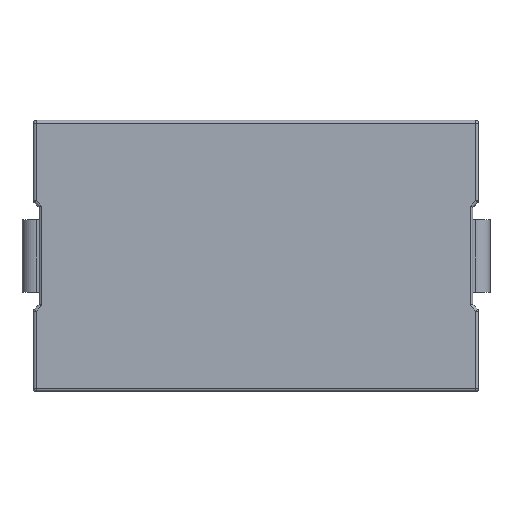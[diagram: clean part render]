
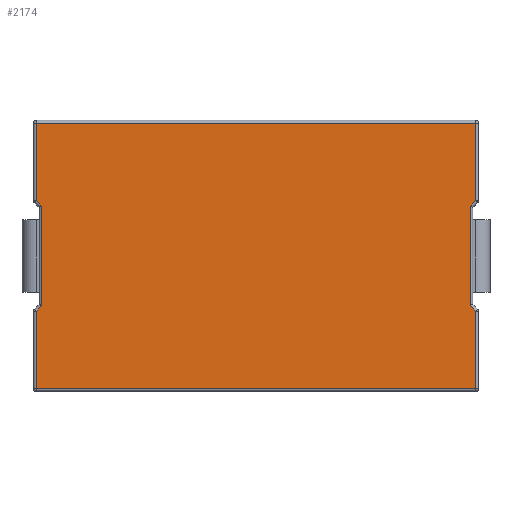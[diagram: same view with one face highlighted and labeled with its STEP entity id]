
A CAD part, top view. The second image highlights one B-rep face of the part: STEP entity #2174.
In plain terms, the highlighted face is planar.
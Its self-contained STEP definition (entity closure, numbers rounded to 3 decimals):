
#436=ORIENTED_EDGE('',*,*,#733,.F.);
#437=ORIENTED_EDGE('',*,*,#758,.T.);
#438=ORIENTED_EDGE('',*,*,#759,.F.);
#439=ORIENTED_EDGE('',*,*,#760,.T.);
#440=ORIENTED_EDGE('',*,*,#757,.F.);
#441=ORIENTED_EDGE('',*,*,#754,.F.);
#442=ORIENTED_EDGE('',*,*,#753,.F.);
#443=ORIENTED_EDGE('',*,*,#670,.T.);
#444=ORIENTED_EDGE('',*,*,#675,.T.);
#445=ORIENTED_EDGE('',*,*,#671,.T.);
#446=ORIENTED_EDGE('',*,*,#709,.F.);
#447=ORIENTED_EDGE('',*,*,#691,.F.);
#670=EDGE_CURVE('',#873,#876,#993,.T.);
#671=EDGE_CURVE('',#877,#874,#994,.T.);
#675=EDGE_CURVE('',#876,#877,#997,.T.);
#691=EDGE_CURVE('',#887,#882,#1005,.T.);
#709=EDGE_CURVE('',#882,#874,#1012,.T.);
#733=EDGE_CURVE('',#902,#887,#1031,.T.);
#753=EDGE_CURVE('',#873,#907,#1038,.T.);
#754=EDGE_CURVE('',#907,#908,#1039,.T.);
#757=EDGE_CURVE('',#908,#901,#1040,.T.);
#758=EDGE_CURVE('',#902,#909,#1041,.T.);
#759=EDGE_CURVE('',#910,#909,#1042,.T.);
#760=EDGE_CURVE('',#910,#901,#1043,.T.);
#873=VERTEX_POINT('',#3002);
#874=VERTEX_POINT('',#3006);
#876=VERTEX_POINT('',#3012);
#877=VERTEX_POINT('',#3016);
#882=VERTEX_POINT('',#3036);
#887=VERTEX_POINT('',#3053);
#901=VERTEX_POINT('',#3123);
#902=VERTEX_POINT('',#3127);
#907=VERTEX_POINT('',#3170);
#908=VERTEX_POINT('',#3176);
#909=VERTEX_POINT('',#3184);
#910=VERTEX_POINT('',#3186);
#993=LINE('',#3013,#1133);
#994=LINE('',#3015,#1134);
#997=LINE('',#3022,#1137);
#1005=LINE('',#3054,#1145);
#1012=LINE('',#3089,#1152);
#1031=LINE('',#3133,#1171);
#1038=LINE('',#3173,#1178);
#1039=LINE('',#3175,#1179);
#1040=LINE('',#3181,#1180);
#1041=LINE('',#3183,#1181);
#1042=LINE('',#3185,#1182);
#1043=LINE('',#3187,#1183);
#1133=VECTOR('',#2505,1000.);
#1134=VECTOR('',#2508,1000.);
#1137=VECTOR('',#2515,1000.);
#1145=VECTOR('',#2553,1000.);
#1152=VECTOR('',#2600,1000.);
#1171=VECTOR('',#2653,1000.);
#1178=VECTOR('',#2718,1000.);
#1179=VECTOR('',#2721,1000.);
#1180=VECTOR('',#2730,1000.);
#1181=VECTOR('',#2733,1000.);
#1182=VECTOR('',#2734,1000.);
#1183=VECTOR('',#2735,1000.);
#1292=EDGE_LOOP('',(#436,#437,#438,#439,#440,#441,#442,#443,#444,#445,#446,
#447));
#1386=FACE_BOUND('',#1292,.T.);
#1432=PLANE('',#2336);
#2174=ADVANCED_FACE('',(#1386),#1432,.F.);
#2336=AXIS2_PLACEMENT_3D('',#3182,#2731,#2732);
#2505=DIRECTION('',(-0.707,-0.707,0.));
#2508=DIRECTION('',(0.707,-0.707,0.));
#2515=DIRECTION('',(0.,-1.,0.));
#2553=DIRECTION('',(1.,0.,0.));
#2600=DIRECTION('',(0.,1.,0.));
#2653=DIRECTION('',(0.,-1.,0.));
#2718=DIRECTION('',(0.,1.,0.));
#2721=DIRECTION('',(-1.,0.,0.));
#2730=DIRECTION('',(0.,-1.,0.));
#2731=DIRECTION('',(0.,0.,1.));
#2732=DIRECTION('',(1.,0.,0.));
#2733=DIRECTION('',(0.707,0.707,0.));
#2734=DIRECTION('',(0.,-1.,0.));
#2735=DIRECTION('',(-0.707,0.707,0.));
#3002=CARTESIAN_POINT('',(3.85,0.971,-1.5));
#3006=CARTESIAN_POINT('',(3.85,-0.971,-1.5));
#3012=CARTESIAN_POINT('',(3.75,0.871,-1.5));
#3013=CARTESIAN_POINT('',(3.765,0.885,-1.5));
#3015=CARTESIAN_POINT('',(3.815,-0.935,-1.5));
#3016=CARTESIAN_POINT('',(3.75,-0.871,-1.5));
#3022=CARTESIAN_POINT('',(3.75,-2.375,-1.5));
#3036=CARTESIAN_POINT('',(3.85,-2.325,-1.5));
#3053=CARTESIAN_POINT('',(-3.85,-2.325,-1.5));
#3054=CARTESIAN_POINT('',(-3.9,-2.325,-1.5));
#3089=CARTESIAN_POINT('',(3.85,-2.375,-1.5));
#3123=CARTESIAN_POINT('',(-3.85,0.971,-1.5));
#3127=CARTESIAN_POINT('',(-3.85,-0.971,-1.5));
#3133=CARTESIAN_POINT('',(-3.85,-2.375,-1.5));
#3170=CARTESIAN_POINT('',(3.85,2.325,-1.5));
#3173=CARTESIAN_POINT('',(3.85,-2.375,-1.5));
#3175=CARTESIAN_POINT('',(-3.9,2.325,-1.5));
#3176=CARTESIAN_POINT('',(-3.85,2.325,-1.5));
#3181=CARTESIAN_POINT('',(-3.85,-2.375,-1.5));
#3182=CARTESIAN_POINT('',(-3.9,-2.375,-1.5));
#3183=CARTESIAN_POINT('',(-3.765,-0.885,-1.5));
#3184=CARTESIAN_POINT('',(-3.75,-0.871,-1.5));
#3185=CARTESIAN_POINT('',(-3.75,0.85,-1.5));
#3186=CARTESIAN_POINT('',(-3.75,0.871,-1.5));
#3187=CARTESIAN_POINT('',(-3.815,0.935,-1.5));
